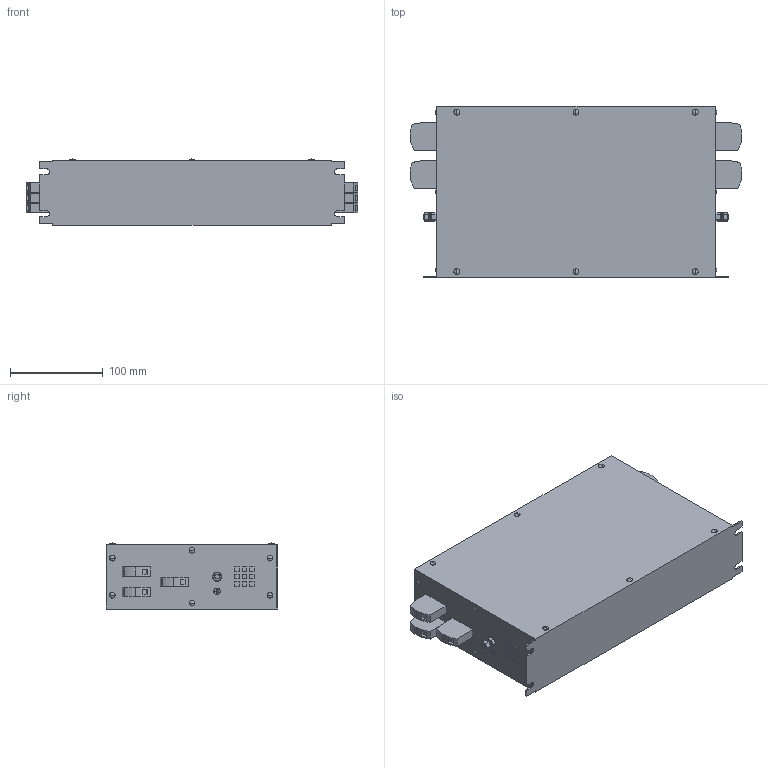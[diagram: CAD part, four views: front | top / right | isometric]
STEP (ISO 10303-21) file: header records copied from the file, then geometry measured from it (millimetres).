
FILE_DESCRIPTION (( 'STEP AP214' ), '1' );
FILE_NAME ('840873.STEP', '2024-08-16T08:17:57', ( '' ), ( '' ), 'SwSTEP 2.0', 'SolidWorks 2022', '' );
FILE_SCHEMA (( 'AUTOMOTIVE_DESIGN' ));
Length unit declared in the file: millimetre
Products named in the file (1): 840873
Bounding box: 358.06 x 185.05 x 71.27 mm (x, y, z)
Volume: 3931348.3 mm3; surface area: 199615.6 mm2
Topology: 1 solids, 1 shells, 971 faces, 2322 edges, 1534 vertices
Faces by surface type: plane 837, cylinder 98, sphere 36
Entity records: 28146 total; most frequent: CARTESIAN_POINT 5212, ORIENTED_EDGE 4644, DIRECTION 4546, EDGE_CURVE 2322, LINE 2018, VECTOR 2018, VERTEX_POINT 1534, AXIS2_PLACEMENT_3D 1264
